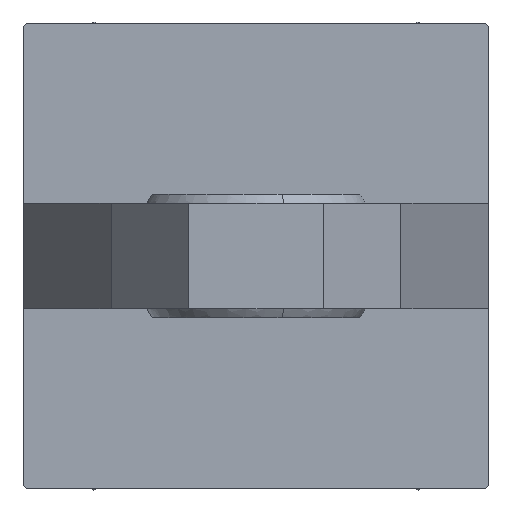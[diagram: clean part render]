
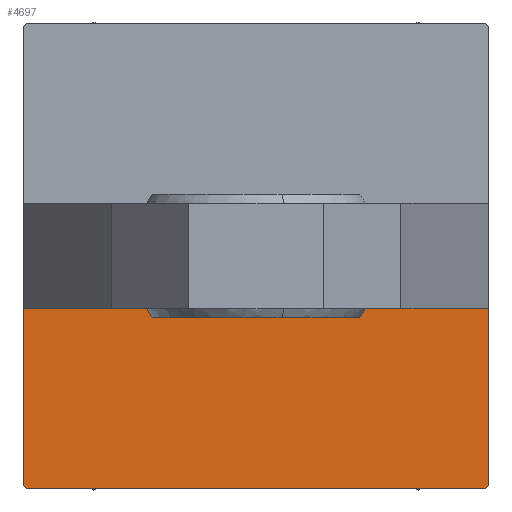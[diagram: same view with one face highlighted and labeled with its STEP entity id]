
A CAD part, left-side view. The second image highlights one B-rep face of the part: STEP entity #4697.
In plain terms, the highlighted planar face has unit normal (-1, 0, 0).
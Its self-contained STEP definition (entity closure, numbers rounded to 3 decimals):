
#1056 = ORIENTED_EDGE ( 'NONE', *, *, #3114, .F. ) ;
#1353 = CARTESIAN_POINT ( 'NONE',  ( 0., 0., 0. ) ) ;
#1611 = DIRECTION ( 'NONE',  ( 0., 0., -1. ) ) ;
#3022 = CARTESIAN_POINT ( 'NONE',  ( 0., -37.25, -37.25 ) ) ;
#3114 = EDGE_CURVE ( 'NONE', #29340, #7999, #18212, .T. ) ;
#4697 = ADVANCED_FACE ( 'NONE', ( #36698 ), #29256, .T. ) ;
#6713 = VERTEX_POINT ( 'NONE', #42591 ) ;
#6935 = CARTESIAN_POINT ( 'NONE',  ( 0., 37.5, 37.5 ) ) ;
#7175 = EDGE_CURVE ( 'NONE', #37852, #20900, #37604, .T. ) ;
#7999 = VERTEX_POINT ( 'NONE', #34757 ) ;
#9220 = VECTOR ( 'NONE', #45572, 1000. ) ;
#9459 = LINE ( 'NONE', #17378, #14259 ) ;
#10447 = CARTESIAN_POINT ( 'NONE',  ( 0., -37.25, 37.25 ) ) ;
#10534 = DIRECTION ( 'NONE',  ( 0., -1., 0. ) ) ;
#10745 = CARTESIAN_POINT ( 'NONE',  ( 0., -37.5, 37. ) ) ;
#11483 = EDGE_CURVE ( 'NONE', #40007, #7999, #33727, .T. ) ;
#12097 = ORIENTED_EDGE ( 'NONE', *, *, #11483, .T. ) ;
#14221 = DIRECTION ( 'NONE',  ( 0., -1., 0. ) ) ;
#14259 = VECTOR ( 'NONE', #14221, 1000. ) ;
#17378 = CARTESIAN_POINT ( 'NONE',  ( 0., 37.5, -37.5 ) ) ;
#17770 = VECTOR ( 'NONE', #1611, 1000. ) ;
#18212 = LINE ( 'NONE', #6935, #19030 ) ;
#19030 = VECTOR ( 'NONE', #10534, 1000. ) ;
#20900 = VERTEX_POINT ( 'NONE', #35386 ) ;
#21081 = LINE ( 'NONE', #36714, #17770 ) ;
#22361 = VECTOR ( 'NONE', #26632, 1000. ) ;
#23033 = CARTESIAN_POINT ( 'NONE',  ( 0., -37.5, 37.5 ) ) ;
#25137 = DIRECTION ( 'NONE',  ( 0., 0., 1. ) ) ;
#26632 = DIRECTION ( 'NONE',  ( 0., 0., -1. ) ) ;
#29224 = ORIENTED_EDGE ( 'NONE', *, *, #29859, .T. ) ;
#29256 = PLANE ( 'NONE',  #39517 ) ;
#29340 = VERTEX_POINT ( 'NONE', #41826 ) ;
#29859 = EDGE_CURVE ( 'NONE', #6713, #37852, #9459, .T. ) ;
#32094 = EDGE_CURVE ( 'NONE', #40007, #20900, #46135, .T. ) ;
#33239 = DIRECTION ( 'NONE',  ( 0., 0.707, 0.707 ) ) ;
#33727 = LINE ( 'NONE', #10447, #44564 ) ;
#34623 = EDGE_LOOP ( 'NONE', ( #1056, #43814, #29224, #45981, #44760, #12097 ) ) ;
#34757 = CARTESIAN_POINT ( 'NONE',  ( 0., -37., 37.5 ) ) ;
#35386 = CARTESIAN_POINT ( 'NONE',  ( 0., -37.5, -37. ) ) ;
#36698 = FACE_OUTER_BOUND ( 'NONE', #34623, .T. ) ;
#36714 = CARTESIAN_POINT ( 'NONE',  ( 0., -8.5, 37.5 ) ) ;
#37604 = LINE ( 'NONE', #3022, #9220 ) ;
#37852 = VERTEX_POINT ( 'NONE', #39249 ) ;
#39249 = CARTESIAN_POINT ( 'NONE',  ( 0., -37., -37.5 ) ) ;
#39517 = AXIS2_PLACEMENT_3D ( 'NONE', #1353, #40801, #25137 ) ;
#39580 = EDGE_CURVE ( 'NONE', #29340, #6713, #21081, .T. ) ;
#40007 = VERTEX_POINT ( 'NONE', #10745 ) ;
#40801 = DIRECTION ( 'NONE',  ( -1., 0., 0. ) ) ;
#41826 = CARTESIAN_POINT ( 'NONE',  ( 0., -8.5, 37.5 ) ) ;
#42591 = CARTESIAN_POINT ( 'NONE',  ( 0., -8.5, -37.5 ) ) ;
#43814 = ORIENTED_EDGE ( 'NONE', *, *, #39580, .T. ) ;
#44564 = VECTOR ( 'NONE', #33239, 1000. ) ;
#44760 = ORIENTED_EDGE ( 'NONE', *, *, #32094, .F. ) ;
#45572 = DIRECTION ( 'NONE',  ( 0., -0.707, 0.707 ) ) ;
#45981 = ORIENTED_EDGE ( 'NONE', *, *, #7175, .T. ) ;
#46135 = LINE ( 'NONE', #23033, #22361 ) ;
